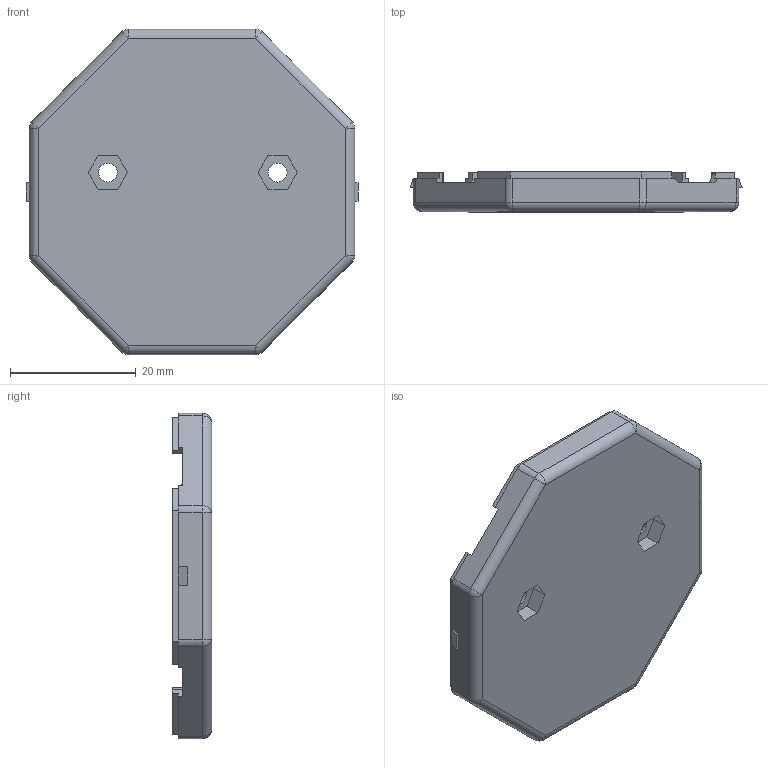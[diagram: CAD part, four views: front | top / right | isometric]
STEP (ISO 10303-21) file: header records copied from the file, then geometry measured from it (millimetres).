
FILE_DESCRIPTION (( 'STEP AP214' ), '1' );
FILE_NAME ('Enclosure-Bottom.STEP', '2025-03-22T21:50:45', ( '' ), ( '' ), 'SwSTEP 2.0', 'SolidWorks 2023', '' );
FILE_SCHEMA (( 'AUTOMOTIVE_DESIGN' ));
Length unit declared in the file: millimetre
Products named in the file (1): Enclosure-Bottom
Bounding box: 52.8 x 6.3 x 51.8 mm (x, y, z)
Volume: 4168.5 mm3; surface area: 6193.5 mm2
Topology: 1 solids, 1 shells, 131 faces, 330 edges, 200 vertices
Faces by surface type: plane 75, cylinder 36, torus 12, sphere 8
Entity records: 3847 total; most frequent: CARTESIAN_POINT 680, DIRECTION 662, ORIENTED_EDGE 648, EDGE_CURVE 324, LINE 234, VECTOR 234, AXIS2_PLACEMENT_3D 214, VERTEX_POINT 200
